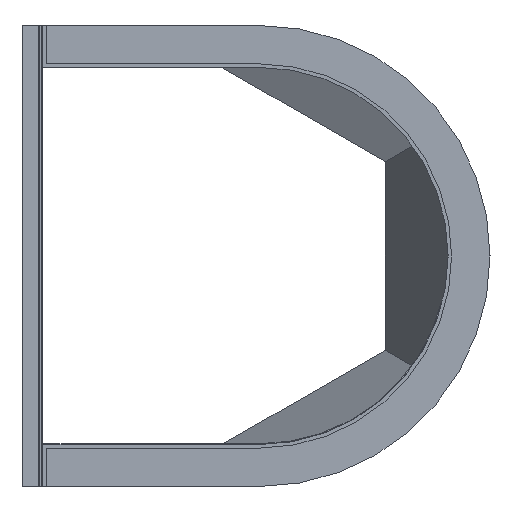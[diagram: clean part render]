
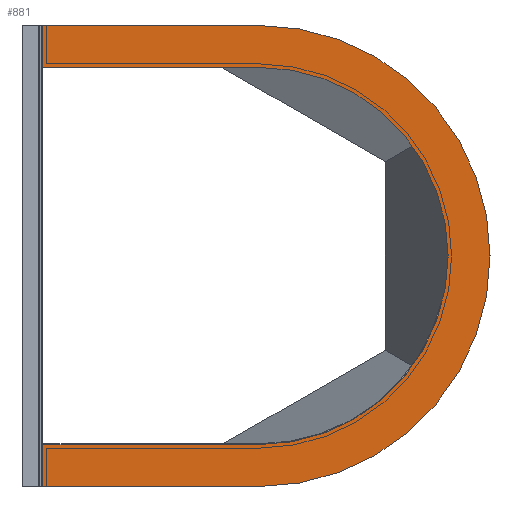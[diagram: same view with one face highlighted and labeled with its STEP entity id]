
A CAD part, left-side view. The second image highlights one B-rep face of the part: STEP entity #881.
In plain terms, the highlighted planar face has unit normal (-1, 0, 0).
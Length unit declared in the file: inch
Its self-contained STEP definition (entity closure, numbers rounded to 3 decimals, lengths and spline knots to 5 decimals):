
#25 = DIRECTION ( 'NONE',  ( 0., 0., -1. ) ) ;
#111 = VERTEX_POINT ( 'NONE', #2448 ) ;
#187 = CARTESIAN_POINT ( 'NONE',  ( -54.5, 29., 13.5 ) ) ;
#227 = VECTOR ( 'NONE', #2677, 39.37008 ) ;
#487 = VERTEX_POINT ( 'NONE', #2799 ) ;
#632 = VECTOR ( 'NONE', #1362, 39.37008 ) ;
#665 = CARTESIAN_POINT ( 'NONE',  ( -54.5, 13.5, 0. ) ) ;
#696 = AXIS2_PLACEMENT_3D ( 'NONE', #705, #1955, #973 ) ;
#705 = CARTESIAN_POINT ( 'NONE',  ( -54.5, 13.5, 0. ) ) ;
#725 = PLANE ( 'NONE',  #696 ) ;
#740 = CARTESIAN_POINT ( 'NONE',  ( -54.5, 29., 16.5 ) ) ;
#788 = VECTOR ( 'NONE', #1107, 39.37008 ) ;
#852 = CARTESIAN_POINT ( 'NONE',  ( -54.5, 13.5, 0. ) ) ;
#868 = CARTESIAN_POINT ( 'NONE',  ( -54.5, 29., 13.5 ) ) ;
#881 = ADVANCED_FACE ( 'NONE', ( #3423 ), #725, .F. ) ;
#958 = CARTESIAN_POINT ( 'NONE',  ( -54.5, 13.5, -13.5 ) ) ;
#973 = DIRECTION ( 'NONE',  ( 0., 0., -1. ) ) ;
#1000 = EDGE_CURVE ( 'NONE', #111, #1872, #3236, .T. ) ;
#1090 = CARTESIAN_POINT ( 'NONE',  ( -54.5, 13.5, -16.5 ) ) ;
#1107 = DIRECTION ( 'NONE',  ( 0., 0., 1. ) ) ;
#1146 = LINE ( 'NONE', #3523, #788 ) ;
#1164 = LINE ( 'NONE', #187, #227 ) ;
#1362 = DIRECTION ( 'NONE',  ( 0., 1., 0. ) ) ;
#1515 = ORIENTED_EDGE ( 'NONE', *, *, #2085, .T. ) ;
#1564 = CIRCLE ( 'NONE', #1764, 16.5 ) ;
#1662 = EDGE_CURVE ( 'NONE', #2833, #3969, #1164, .T. ) ;
#1684 = EDGE_CURVE ( 'NONE', #2833, #2605, #3942, .T. ) ;
#1708 = ORIENTED_EDGE ( 'NONE', *, *, #3772, .F. ) ;
#1738 = ORIENTED_EDGE ( 'NONE', *, *, #2905, .T. ) ;
#1764 = AXIS2_PLACEMENT_3D ( 'NONE', #665, #3194, #25 ) ;
#1787 = LINE ( 'NONE', #2432, #2092 ) ;
#1808 = CIRCLE ( 'NONE', #1877, 13.5 ) ;
#1839 = CARTESIAN_POINT ( 'NONE',  ( -54.5, 29., -16.5 ) ) ;
#1872 = VERTEX_POINT ( 'NONE', #1839 ) ;
#1877 = AXIS2_PLACEMENT_3D ( 'NONE', #852, #2691, #3912 ) ;
#1955 = DIRECTION ( 'NONE',  ( 1., 0., 0. ) ) ;
#1975 = ORIENTED_EDGE ( 'NONE', *, *, #1000, .F. ) ;
#2077 = VERTEX_POINT ( 'NONE', #2369 ) ;
#2085 = EDGE_CURVE ( 'NONE', #3969, #3195, #1808, .T. ) ;
#2092 = VECTOR ( 'NONE', #2454, 39.37008 ) ;
#2237 = DIRECTION ( 'NONE',  ( 0., 1., 0. ) ) ;
#2269 = ORIENTED_EDGE ( 'NONE', *, *, #3592, .F. ) ;
#2369 = CARTESIAN_POINT ( 'NONE',  ( -54.5, 13.5, 16.5 ) ) ;
#2432 = CARTESIAN_POINT ( 'NONE',  ( -54.5, 29., 16.5 ) ) ;
#2448 = CARTESIAN_POINT ( 'NONE',  ( -54.5, 13.5, -16.5 ) ) ;
#2454 = DIRECTION ( 'NONE',  ( 0., -1., 0. ) ) ;
#2464 = CARTESIAN_POINT ( 'NONE',  ( -54.5, 29., 13.5 ) ) ;
#2541 = CARTESIAN_POINT ( 'NONE',  ( -54.5, 13.5, -13.5 ) ) ;
#2560 = EDGE_LOOP ( 'NONE', ( #1515, #1738, #2269, #1975, #1708, #3039, #2817, #2571 ) ) ;
#2562 = LINE ( 'NONE', #2541, #2724 ) ;
#2571 = ORIENTED_EDGE ( 'NONE', *, *, #1662, .T. ) ;
#2605 = VERTEX_POINT ( 'NONE', #740 ) ;
#2670 = CARTESIAN_POINT ( 'NONE',  ( -54.5, 13.5, 13.5 ) ) ;
#2677 = DIRECTION ( 'NONE',  ( 0., -1., 0. ) ) ;
#2691 = DIRECTION ( 'NONE',  ( 1., 0., 0. ) ) ;
#2724 = VECTOR ( 'NONE', #2237, 39.37008 ) ;
#2769 = VECTOR ( 'NONE', #3364, 39.37008 ) ;
#2799 = CARTESIAN_POINT ( 'NONE',  ( -54.5, 29., -13.5 ) ) ;
#2817 = ORIENTED_EDGE ( 'NONE', *, *, #1684, .F. ) ;
#2833 = VERTEX_POINT ( 'NONE', #2464 ) ;
#2905 = EDGE_CURVE ( 'NONE', #3195, #487, #2562, .T. ) ;
#3039 = ORIENTED_EDGE ( 'NONE', *, *, #3338, .F. ) ;
#3194 = DIRECTION ( 'NONE',  ( 1., 0., 0. ) ) ;
#3195 = VERTEX_POINT ( 'NONE', #958 ) ;
#3236 = LINE ( 'NONE', #1090, #632 ) ;
#3338 = EDGE_CURVE ( 'NONE', #2605, #2077, #1787, .T. ) ;
#3364 = DIRECTION ( 'NONE',  ( 0., 0., 1. ) ) ;
#3423 = FACE_OUTER_BOUND ( 'NONE', #2560, .T. ) ;
#3523 = CARTESIAN_POINT ( 'NONE',  ( -54.5, 29., 13.5 ) ) ;
#3592 = EDGE_CURVE ( 'NONE', #1872, #487, #1146, .T. ) ;
#3772 = EDGE_CURVE ( 'NONE', #2077, #111, #1564, .T. ) ;
#3912 = DIRECTION ( 'NONE',  ( 0., 0., -1. ) ) ;
#3942 = LINE ( 'NONE', #868, #2769 ) ;
#3969 = VERTEX_POINT ( 'NONE', #2670 ) ;
